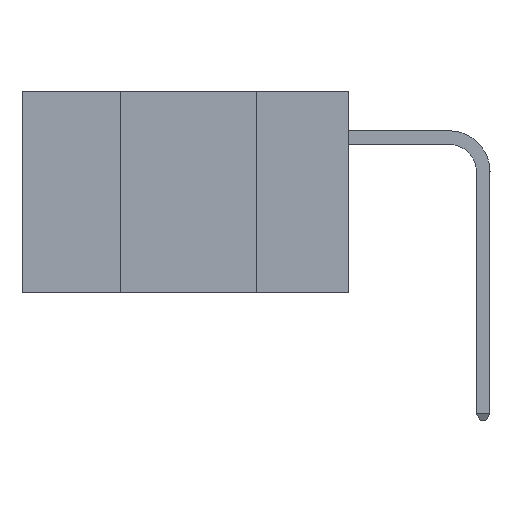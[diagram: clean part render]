
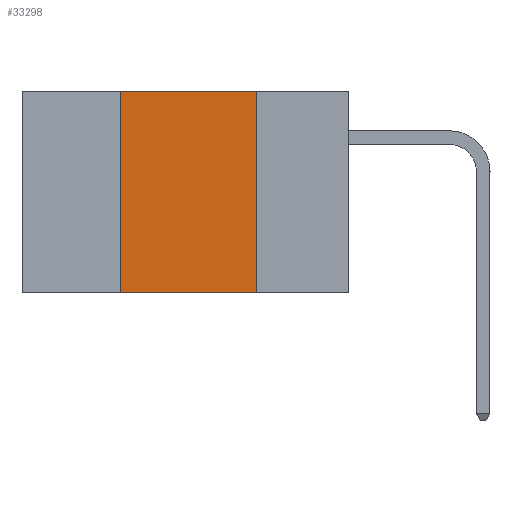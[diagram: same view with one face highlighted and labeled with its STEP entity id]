
A CAD part, left-side view. The second image highlights one B-rep face of the part: STEP entity #33298.
In plain terms, the highlighted planar face has unit normal (-1, 0, 0).
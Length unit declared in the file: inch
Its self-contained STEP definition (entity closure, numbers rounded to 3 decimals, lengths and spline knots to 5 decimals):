
#1537 = CARTESIAN_POINT ( 'NONE',  ( 0., 0.6, -0.37 ) ) ;
#2602 = DIRECTION ( 'NONE',  ( 0., 0., -1. ) ) ;
#2818 = VERTEX_POINT ( 'NONE', #21435 ) ;
#3305 = EDGE_CURVE ( 'NONE', #2818, #3957, #33357, .T. ) ;
#3957 = VERTEX_POINT ( 'NONE', #12726 ) ;
#5220 = VECTOR ( 'NONE', #11022, 39.37008 ) ;
#6403 = CARTESIAN_POINT ( 'NONE',  ( 0., 0.42, -0.37 ) ) ;
#8544 = EDGE_CURVE ( 'NONE', #3957, #33767, #35755, .T. ) ;
#8560 = DIRECTION ( 'NONE',  ( 1., 0., 0. ) ) ;
#8584 = EDGE_LOOP ( 'NONE', ( #22716, #8611, #10485, #32493 ) ) ;
#8611 = ORIENTED_EDGE ( 'NONE', *, *, #3305, .F. ) ;
#10485 = ORIENTED_EDGE ( 'NONE', *, *, #17917, .F. ) ;
#10943 = CARTESIAN_POINT ( 'NONE',  ( 0., 0.17, 0. ) ) ;
#11022 = DIRECTION ( 'NONE',  ( 0., 0., 1. ) ) ;
#12726 = CARTESIAN_POINT ( 'NONE',  ( 0., 0.17, 0. ) ) ;
#16735 = LINE ( 'NONE', #20209, #5220 ) ;
#16869 = AXIS2_PLACEMENT_3D ( 'NONE', #23821, #8560, #29890 ) ;
#17917 = EDGE_CURVE ( 'NONE', #29818, #2818, #16735, .T. ) ;
#18995 = EDGE_CURVE ( 'NONE', #29818, #33767, #32294, .T. ) ;
#20209 = CARTESIAN_POINT ( 'NONE',  ( 0., 0.42, 0. ) ) ;
#20456 = CARTESIAN_POINT ( 'NONE',  ( 0., 0.17, -0.37 ) ) ;
#21435 = CARTESIAN_POINT ( 'NONE',  ( 0., 0.42, 0. ) ) ;
#22716 = ORIENTED_EDGE ( 'NONE', *, *, #8544, .F. ) ;
#23821 = CARTESIAN_POINT ( 'NONE',  ( 0., 0.6, 0. ) ) ;
#25054 = VECTOR ( 'NONE', #32190, 39.37008 ) ;
#25210 = CARTESIAN_POINT ( 'NONE',  ( 0., 0.6, 0. ) ) ;
#27073 = PLANE ( 'NONE',  #16869 ) ;
#28228 = FACE_OUTER_BOUND ( 'NONE', #8584, .T. ) ;
#29495 = VECTOR ( 'NONE', #37594, 39.37008 ) ;
#29818 = VERTEX_POINT ( 'NONE', #6403 ) ;
#29890 = DIRECTION ( 'NONE',  ( 0., 0., -1. ) ) ;
#32190 = DIRECTION ( 'NONE',  ( 0., -1., 0. ) ) ;
#32294 = LINE ( 'NONE', #1537, #25054 ) ;
#32493 = ORIENTED_EDGE ( 'NONE', *, *, #18995, .T. ) ;
#33298 = ADVANCED_FACE ( 'NONE', ( #28228 ), #27073, .F. ) ;
#33357 = LINE ( 'NONE', #25210, #29495 ) ;
#33767 = VERTEX_POINT ( 'NONE', #20456 ) ;
#33831 = VECTOR ( 'NONE', #2602, 39.37008 ) ;
#35755 = LINE ( 'NONE', #10943, #33831 ) ;
#37594 = DIRECTION ( 'NONE',  ( 0., -1., 0. ) ) ;
